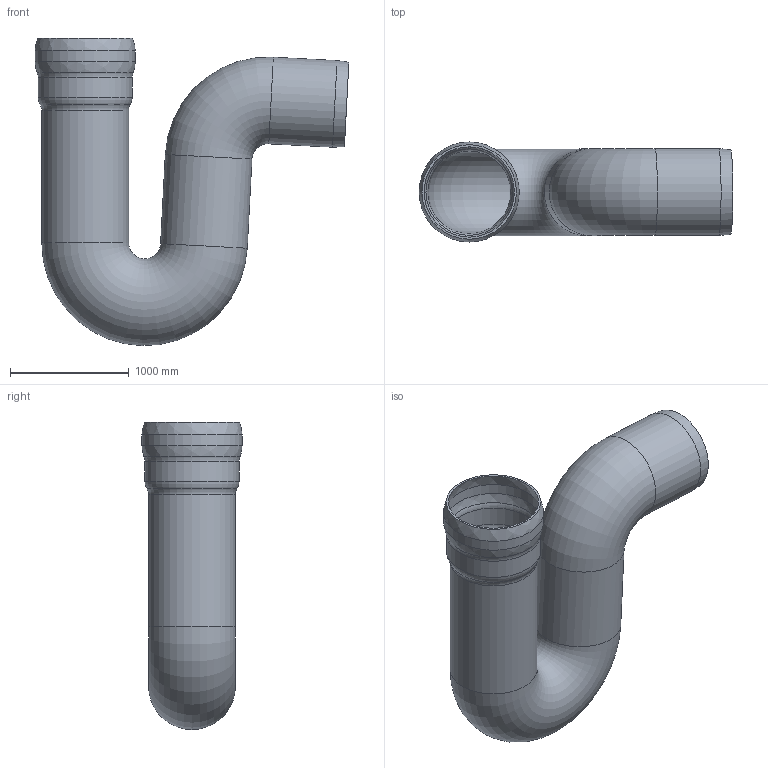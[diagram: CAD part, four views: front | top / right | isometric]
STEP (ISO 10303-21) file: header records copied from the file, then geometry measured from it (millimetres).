
FILE_DESCRIPTION(/* description */ (''),/* implementation_level */ '2;1');
FILE_NAME(/* name */ '04375.070X_3D.stp',/* time_stamp */ '2024-12-11T13:30:32+01:00',/* author */ ('CAD'),/* organization */ (''),/* preprocessor_version */ 'ST-DEVELOPER v20',/* originating_system */ 'AutoCAD Mechanical',/* authorisation */ '');
FILE_SCHEMA (('AUTOMOTIVE_DESIGN { 1 0 10303 214 3 1 1 }'));
Length unit declared in the file: centimetre
Products named in the file (1): Product
Bounding box: 2639.64 x 842 x 2584.7 mm (x, y, z)
Volume: 197935952.8 mm3; surface area: 24820703.2 mm2
Topology: 1 solids, 1 shells, 28 faces, 68 edges, 42 vertices
Faces by surface type: cylinder 10, torus 10, bspline 4, plane 2, cone 2
Full cylindrical faces by diameter (mm): 698 x3, 730 x3, 760 x1, 792 x1, 810 x1, 842 x1
Entity records: 963 total; most frequent: CARTESIAN_POINT 243, DIRECTION 174, ORIENTED_EDGE 136, AXIS2_PLACEMENT_3D 81, EDGE_CURVE 68, CIRCLE 56, VERTEX_POINT 42, EDGE_LOOP 30
